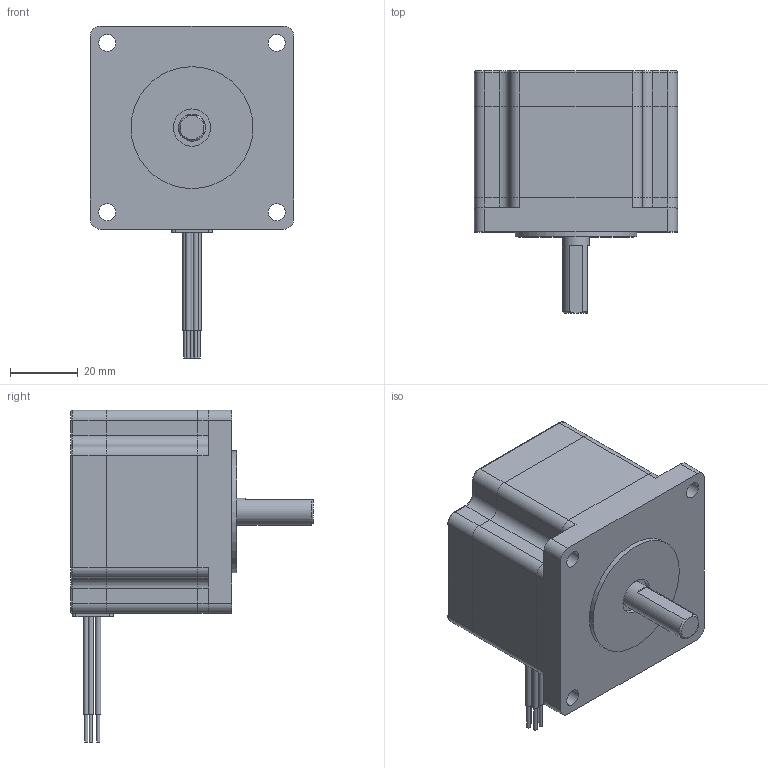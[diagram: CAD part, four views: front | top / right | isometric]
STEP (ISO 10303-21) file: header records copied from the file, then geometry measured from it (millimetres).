
FILE_DESCRIPTION( ( '' ), '1' );
FILE_NAME( 'MS564D-A.stp', '2015-12-17T01:54:22', ( 'Dimamotor' ), ( 'Dimamotor' ), 'PSStep 17.0.49', ' ', ' ' );
FILE_SCHEMA( ( 'AUTOMOTIVE_DESIGN { 1 0 10303 214 1 1 1 1 }' ) );
Length unit declared in the file: millimetre
Products named in the file (4): Assem1; MS56-上蓋; MS56-單軸下蓋; MS564D-定子
Assembly tree (3 placements, depth 2):
  Assem1
    MS56-上蓋
    MS56-單軸下蓋
    MS564D-定子
Bounding box: 60 x 71.5 x 98 mm (x, y, z)
Volume: 153181.8 mm3; surface area: 33375.4 mm2
Topology: 3 solids, 3 shells, 166 faces, 402 edges, 259 vertices
Faces by surface type: cylinder 78, plane 74, torus 12, cone 2
Full cylindrical faces by diameter (mm): 1 x5, 1.6 x5, 5 x4, 6 x1, 8 x1, 10 x3, 11 x1, 12 x1, 36 x1
Entity records: 6171 total; most frequent: DIRECTION 885, CARTESIAN_POINT 825, ORIENTED_EDGE 752, EDGE_CURVE 376, AXIS2_PLACEMENT_3D 343, VERTEX_POINT 255, EDGE_LOOP 215, LINE 199
